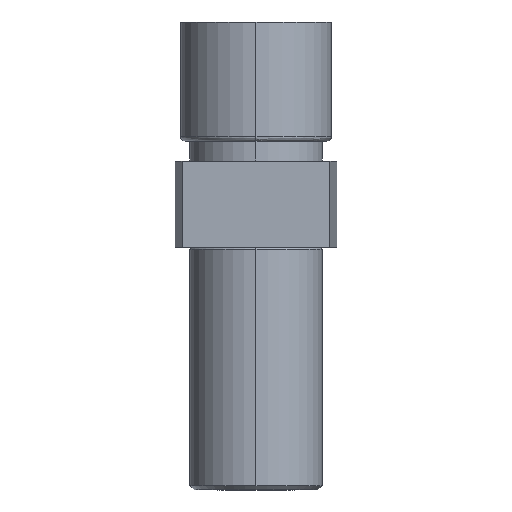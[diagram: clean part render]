
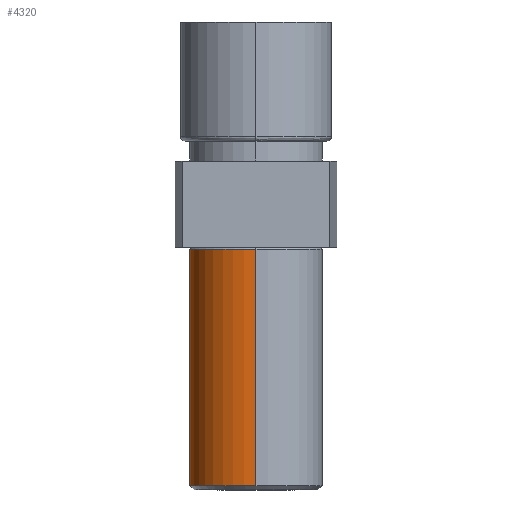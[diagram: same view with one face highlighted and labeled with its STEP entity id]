
A CAD part, left-side view. The second image highlights one B-rep face of the part: STEP entity #4320.
In plain terms, the highlighted cylindrical face has radius 3 mm (diameter 6 mm), a partial arc.
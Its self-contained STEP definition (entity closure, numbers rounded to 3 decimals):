
#121 = CIRCLE ( 'NONE', #139, 3. ) ;
#122 = CIRCLE ( 'NONE', #137, 3. ) ;
#137 = AXIS2_PLACEMENT_3D ( 'NONE', #1516, #1515, #1478 ) ;
#139 = AXIS2_PLACEMENT_3D ( 'NONE', #1493, #1494, #1495 ) ;
#143 = CIRCLE ( 'NONE', #144, 3. ) ;
#144 = AXIS2_PLACEMENT_3D ( 'NONE', #1522, #1518, #1532 ) ;
#166 = VECTOR ( 'NONE', #1641, 1000. ) ;
#173 = VECTOR ( 'NONE', #1588, 1000. ) ;
#519 = AXIS2_PLACEMENT_3D ( 'NONE', #3522, #3508, #3511 ) ;
#1478 = DIRECTION ( 'NONE',  ( -1., 0., 0. ) ) ;
#1493 = CARTESIAN_POINT ( 'NONE',  ( -12.062, 0., -15.6 ) ) ;
#1494 = DIRECTION ( 'NONE',  ( 0., 0., 1. ) ) ;
#1495 = DIRECTION ( 'NONE',  ( -1., 0., 0. ) ) ;
#1515 = DIRECTION ( 'NONE',  ( 0., 0., 1. ) ) ;
#1516 = CARTESIAN_POINT ( 'NONE',  ( -12.062, 0., -15.6 ) ) ;
#1518 = DIRECTION ( 'NONE',  ( 0., 0., 1. ) ) ;
#1522 = CARTESIAN_POINT ( 'NONE',  ( -12.062, 0., -4.9 ) ) ;
#1532 = DIRECTION ( 'NONE',  ( -1., 0., 0. ) ) ;
#1536 = LINE ( 'NONE', #1539, #173 ) ;
#1539 = CARTESIAN_POINT ( 'NONE',  ( -9.062, 0., -4.8 ) ) ;
#1588 = DIRECTION ( 'NONE',  ( 0., 0., -1. ) ) ;
#1628 = CARTESIAN_POINT ( 'NONE',  ( -15.062, 0., -4.8 ) ) ;
#1641 = DIRECTION ( 'NONE',  ( 0., 0., -1. ) ) ;
#1645 = LINE ( 'NONE', #1628, #166 ) ;
#2279 = EDGE_LOOP ( 'NONE', ( #2734, #2751, #2752, #2777, #2735 ) ) ;
#2503 = VERTEX_POINT ( 'NONE', #3144 ) ;
#2538 = VERTEX_POINT ( 'NONE', #3175 ) ;
#2543 = VERTEX_POINT ( 'NONE', #3165 ) ;
#2560 = VERTEX_POINT ( 'NONE', #3225 ) ;
#2563 = VERTEX_POINT ( 'NONE', #3222 ) ;
#2734 = ORIENTED_EDGE ( 'NONE', *, *, #4531, .F. ) ;
#2735 = ORIENTED_EDGE ( 'NONE', *, *, #4563, .F. ) ;
#2751 = ORIENTED_EDGE ( 'NONE', *, *, #4544, .T. ) ;
#2752 = ORIENTED_EDGE ( 'NONE', *, *, #4526, .T. ) ;
#2777 = ORIENTED_EDGE ( 'NONE', *, *, #4528, .T. ) ;
#3144 = CARTESIAN_POINT ( 'NONE',  ( -9.062, 0., -15.6 ) ) ;
#3165 = CARTESIAN_POINT ( 'NONE',  ( -12.062, 3., -15.6 ) ) ;
#3175 = CARTESIAN_POINT ( 'NONE',  ( -15.062, 0., -4.9 ) ) ;
#3222 = CARTESIAN_POINT ( 'NONE',  ( -9.062, 0., -4.9 ) ) ;
#3225 = CARTESIAN_POINT ( 'NONE',  ( -15.062, 0., -15.6 ) ) ;
#3508 = DIRECTION ( 'NONE',  ( 0., 0., -1. ) ) ;
#3510 = FACE_OUTER_BOUND ( 'NONE', #2279, .T. ) ;
#3511 = DIRECTION ( 'NONE',  ( -1., 0., 0. ) ) ;
#3517 = CYLINDRICAL_SURFACE ( 'NONE', #519, 3. ) ;
#3522 = CARTESIAN_POINT ( 'NONE',  ( -12.062, 0., -4.8 ) ) ;
#4320 = ADVANCED_FACE ( 'NONE', ( #3510 ), #3517, .T. ) ;
#4526 = EDGE_CURVE ( 'NONE', #2503, #2543, #122, .T. ) ;
#4528 = EDGE_CURVE ( 'NONE', #2543, #2560, #121, .T. ) ;
#4531 = EDGE_CURVE ( 'NONE', #2563, #2538, #143, .T. ) ;
#4544 = EDGE_CURVE ( 'NONE', #2563, #2503, #1536, .T. ) ;
#4563 = EDGE_CURVE ( 'NONE', #2538, #2560, #1645, .T. ) ;
